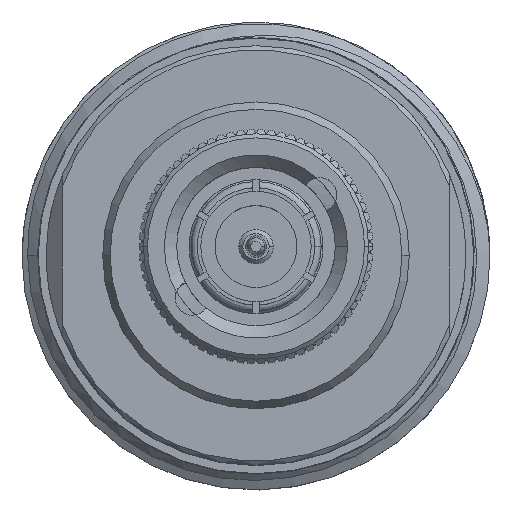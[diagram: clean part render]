
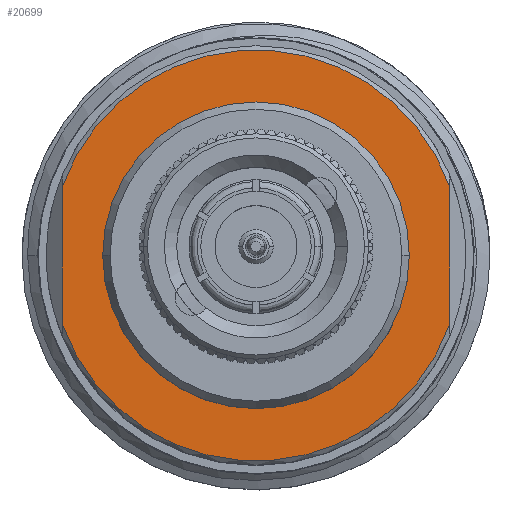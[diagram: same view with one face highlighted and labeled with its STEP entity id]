
A CAD part, top view. The second image highlights one B-rep face of the part: STEP entity #20699.
In plain terms, the highlighted face is planar.
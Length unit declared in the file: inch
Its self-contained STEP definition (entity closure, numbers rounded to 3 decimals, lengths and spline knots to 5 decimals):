
#504 = EDGE_LOOP ( 'NONE', ( #4335, #6353 ) ) ;
#847 = DIRECTION ( 'NONE',  ( 1., 0., 0. ) ) ;
#1067 = CARTESIAN_POINT ( 'NONE',  ( 0.967, 0., 0. ) ) ;
#1541 = CARTESIAN_POINT ( 'NONE',  ( 0.967, 0., -0.37402 ) ) ;
#1716 = CIRCLE ( 'NONE', #7891, 0.5015 ) ;
#1834 = EDGE_CURVE ( 'NONE', #14302, #7839, #13082, .T. ) ;
#1917 = CARTESIAN_POINT ( 'NONE',  ( 0.967, 0.16822, -0.47244 ) ) ;
#1968 = EDGE_CURVE ( 'NONE', #20424, #21828, #13789, .T. ) ;
#3143 = CARTESIAN_POINT ( 'NONE',  ( 0.967, 0., 0. ) ) ;
#3581 = DIRECTION ( 'NONE',  ( 0., 0., 1. ) ) ;
#4335 = ORIENTED_EDGE ( 'NONE', *, *, #16774, .F. ) ;
#4862 = DIRECTION ( 'NONE',  ( 1., 0., 0. ) ) ;
#5798 = VERTEX_POINT ( 'NONE', #6054 ) ;
#5995 = EDGE_CURVE ( 'NONE', #5798, #14837, #8649, .T. ) ;
#6054 = CARTESIAN_POINT ( 'NONE',  ( 0.967, 0.16822, 0.47244 ) ) ;
#6219 = ORIENTED_EDGE ( 'NONE', *, *, #19142, .T. ) ;
#6353 = ORIENTED_EDGE ( 'NONE', *, *, #1834, .F. ) ;
#7254 = PLANE ( 'NONE',  #10500 ) ;
#7839 = VERTEX_POINT ( 'NONE', #1541 ) ;
#7891 = AXIS2_PLACEMENT_3D ( 'NONE', #19419, #13966, #20906 ) ;
#8011 = DIRECTION ( 'NONE',  ( 0., 0., -1. ) ) ;
#8587 = DIRECTION ( 'NONE',  ( 0., 0., -1. ) ) ;
#8649 = LINE ( 'NONE', #15601, #9368 ) ;
#9368 = VECTOR ( 'NONE', #13662, 39.37008 ) ;
#9381 = AXIS2_PLACEMENT_3D ( 'NONE', #9975, #4862, #3581 ) ;
#9540 = CARTESIAN_POINT ( 'NONE',  ( 0.967, -0.16822, -0.47244 ) ) ;
#9975 = CARTESIAN_POINT ( 'NONE',  ( 0.967, 0., 0. ) ) ;
#10500 = AXIS2_PLACEMENT_3D ( 'NONE', #21133, #12380, #10769 ) ;
#10769 = DIRECTION ( 'NONE',  ( 0., 0., 1. ) ) ;
#12258 = FACE_OUTER_BOUND ( 'NONE', #15782, .T. ) ;
#12380 = DIRECTION ( 'NONE',  ( -1., 0., 0. ) ) ;
#13082 = CIRCLE ( 'NONE', #13467, 0.37402 ) ;
#13467 = AXIS2_PLACEMENT_3D ( 'NONE', #3143, #17135, #8587 ) ;
#13662 = DIRECTION ( 'NONE',  ( 0., -1., 0. ) ) ;
#13721 = EDGE_CURVE ( 'NONE', #21828, #5798, #21389, .T. ) ;
#13789 = LINE ( 'NONE', #19237, #18532 ) ;
#13966 = DIRECTION ( 'NONE',  ( 1., 0., 0. ) ) ;
#14129 = CARTESIAN_POINT ( 'NONE',  ( 0.967, 0., 0.37402 ) ) ;
#14302 = VERTEX_POINT ( 'NONE', #14129 ) ;
#14536 = CARTESIAN_POINT ( 'NONE',  ( 0.967, -0.16822, 0.47244 ) ) ;
#14837 = VERTEX_POINT ( 'NONE', #14536 ) ;
#15601 = CARTESIAN_POINT ( 'NONE',  ( 0.967, -0.60806, 0.47244 ) ) ;
#15782 = EDGE_LOOP ( 'NONE', ( #19902, #15974, #21768, #6219 ) ) ;
#15783 = FACE_BOUND ( 'NONE', #504, .T. ) ;
#15974 = ORIENTED_EDGE ( 'NONE', *, *, #13721, .T. ) ;
#16774 = EDGE_CURVE ( 'NONE', #7839, #14302, #20751, .T. ) ;
#17135 = DIRECTION ( 'NONE',  ( 1., 0., 0. ) ) ;
#18532 = VECTOR ( 'NONE', #20732, 39.37008 ) ;
#19142 = EDGE_CURVE ( 'NONE', #14837, #20424, #1716, .T. ) ;
#19237 = CARTESIAN_POINT ( 'NONE',  ( 0.967, -0.60806, -0.47244 ) ) ;
#19296 = AXIS2_PLACEMENT_3D ( 'NONE', #1067, #847, #8011 ) ;
#19419 = CARTESIAN_POINT ( 'NONE',  ( 0.967, 0., 0. ) ) ;
#19902 = ORIENTED_EDGE ( 'NONE', *, *, #1968, .T. ) ;
#20424 = VERTEX_POINT ( 'NONE', #9540 ) ;
#20699 = ADVANCED_FACE ( 'NONE', ( #15783, #12258 ), #7254, .F. ) ;
#20732 = DIRECTION ( 'NONE',  ( 0., 1., 0. ) ) ;
#20751 = CIRCLE ( 'NONE', #19296, 0.37402 ) ;
#20906 = DIRECTION ( 'NONE',  ( 0., 0., 1. ) ) ;
#21133 = CARTESIAN_POINT ( 'NONE',  ( 0.967, 0., 0. ) ) ;
#21389 = CIRCLE ( 'NONE', #9381, 0.5015 ) ;
#21768 = ORIENTED_EDGE ( 'NONE', *, *, #5995, .T. ) ;
#21828 = VERTEX_POINT ( 'NONE', #1917 ) ;
